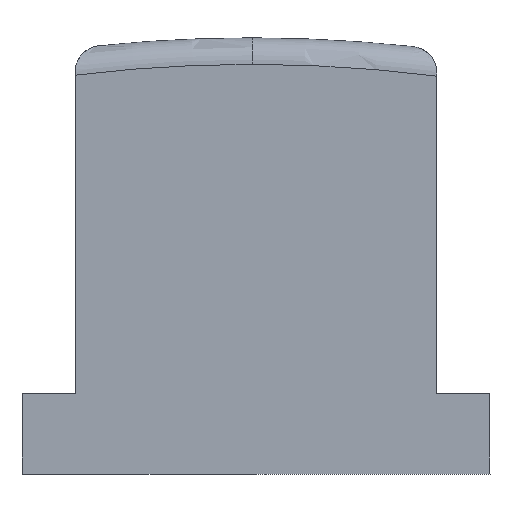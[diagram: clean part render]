
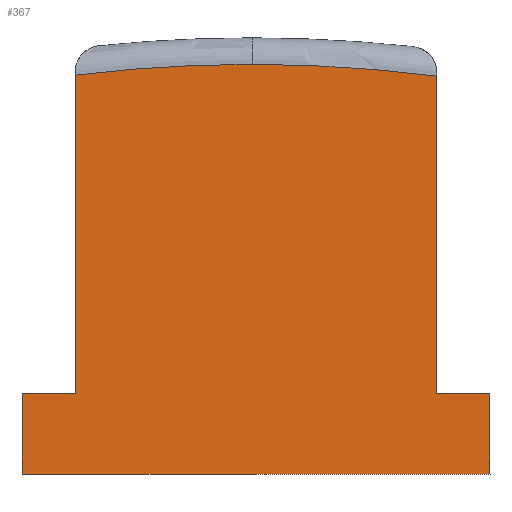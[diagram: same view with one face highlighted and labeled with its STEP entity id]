
A CAD part, front view. The second image highlights one B-rep face of the part: STEP entity #367.
In plain terms, the highlighted planar face has unit normal (0, -1, 0).
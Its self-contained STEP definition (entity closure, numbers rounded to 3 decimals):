
#4 = VECTOR ( 'NONE', #325, 1000. ) ;
#11 = VECTOR ( 'NONE', #142, 1000. ) ;
#17 = CARTESIAN_POINT ( 'NONE',  ( 4.344, -5., 0. ) ) ;
#19 = LINE ( 'NONE', #17, #481 ) ;
#50 = ORIENTED_EDGE ( 'NONE', *, *, #237, .T. ) ;
#73 = EDGE_CURVE ( 'NONE', #599, #417, #392, .T. ) ;
#89 = LINE ( 'NONE', #97, #4 ) ;
#97 = CARTESIAN_POINT ( 'NONE',  ( -3.475, -5., 0. ) ) ;
#99 = CARTESIAN_POINT ( 'NONE',  ( -4.475, -5., 0. ) ) ;
#103 = ORIENTED_EDGE ( 'NONE', *, *, #165, .F. ) ;
#104 = CARTESIAN_POINT ( 'NONE',  ( -3.475, -5., 0.36 ) ) ;
#107 = LINE ( 'NONE', #335, #474 ) ;
#109 = ORIENTED_EDGE ( 'NONE', *, *, #170, .T. ) ;
#110 = DIRECTION ( 'NONE',  ( 0., 1., 0. ) ) ;
#127 = EDGE_LOOP ( 'NONE', ( #50, #253, #322, #103, #146, #300, #109, #228, #305 ) ) ;
#137 = VERTEX_POINT ( 'NONE', #374 ) ;
#141 = EDGE_CURVE ( 'NONE', #328, #372, #469, .T. ) ;
#142 = DIRECTION ( 'NONE',  ( 0., 0., 1. ) ) ;
#143 = LINE ( 'NONE', #487, #281 ) ;
#146 = ORIENTED_EDGE ( 'NONE', *, *, #315, .F. ) ;
#150 = DIRECTION ( 'NONE',  ( 0., 0., 1. ) ) ;
#153 = CARTESIAN_POINT ( 'NONE',  ( 4.344, -5., -5.635 ) ) ;
#165 = EDGE_CURVE ( 'NONE', #485, #262, #89, .T. ) ;
#170 = EDGE_CURVE ( 'NONE', #328, #442, #598, .T. ) ;
#177 = DIRECTION ( 'NONE',  ( 0., 0., 1. ) ) ;
#211 = CARTESIAN_POINT ( 'NONE',  ( 0., -5., -5.635 ) ) ;
#218 = CIRCLE ( 'NONE', #546, 27.44 ) ;
#220 = VERTEX_POINT ( 'NONE', #153 ) ;
#228 = ORIENTED_EDGE ( 'NONE', *, *, #246, .T. ) ;
#237 = EDGE_CURVE ( 'NONE', #137, #599, #107, .T. ) ;
#244 = DIRECTION ( 'NONE',  ( 0., -1., 0. ) ) ;
#246 = EDGE_CURVE ( 'NONE', #442, #220, #19, .T. ) ;
#253 = ORIENTED_EDGE ( 'NONE', *, *, #73, .T. ) ;
#257 = EDGE_CURVE ( 'NONE', #417, #262, #218, .T. ) ;
#262 = VERTEX_POINT ( 'NONE', #104 ) ;
#273 = AXIS2_PLACEMENT_3D ( 'NONE', #580, #110, #299 ) ;
#281 = VECTOR ( 'NONE', #438, 1000. ) ;
#291 = AXIS2_PLACEMENT_3D ( 'NONE', #365, #454, #177 ) ;
#294 = CARTESIAN_POINT ( 'NONE',  ( -0.14, -5., -26.877 ) ) ;
#296 = EDGE_CURVE ( 'NONE', #220, #137, #143, .T. ) ;
#299 = DIRECTION ( 'NONE',  ( 0., 0., 1. ) ) ;
#300 = ORIENTED_EDGE ( 'NONE', *, *, #141, .F. ) ;
#305 = ORIENTED_EDGE ( 'NONE', *, *, #296, .T. ) ;
#315 = EDGE_CURVE ( 'NONE', #372, #485, #416, .T. ) ;
#322 = ORIENTED_EDGE ( 'NONE', *, *, #257, .T. ) ;
#325 = DIRECTION ( 'NONE',  ( 0., 0., 1. ) ) ;
#328 = VERTEX_POINT ( 'NONE', #539 ) ;
#335 = CARTESIAN_POINT ( 'NONE',  ( 3.344, -5., 0. ) ) ;
#349 = CARTESIAN_POINT ( 'NONE',  ( 3.344, -5., 0.341 ) ) ;
#352 = VECTOR ( 'NONE', #520, 1000. ) ;
#357 = CARTESIAN_POINT ( 'NONE',  ( 4.344, -5., -7.159 ) ) ;
#365 = CARTESIAN_POINT ( 'NONE',  ( -0.14, -5., -26.877 ) ) ;
#367 = ADVANCED_FACE ( 'NONE', ( #579 ), #479, .F. ) ;
#372 = VERTEX_POINT ( 'NONE', #436 ) ;
#374 = CARTESIAN_POINT ( 'NONE',  ( 3.344, -5., -5.635 ) ) ;
#392 = CIRCLE ( 'NONE', #291, 27.44 ) ;
#416 = LINE ( 'NONE', #211, #566 ) ;
#417 = VERTEX_POINT ( 'NONE', #433 ) ;
#433 = CARTESIAN_POINT ( 'NONE',  ( -0.14, -5., 0.563 ) ) ;
#436 = CARTESIAN_POINT ( 'NONE',  ( -4.475, -5., -5.635 ) ) ;
#438 = DIRECTION ( 'NONE',  ( -1., 0., 0. ) ) ;
#442 = VERTEX_POINT ( 'NONE', #357 ) ;
#454 = DIRECTION ( 'NONE',  ( 0., -1., 0. ) ) ;
#469 = LINE ( 'NONE', #99, #11 ) ;
#474 = VECTOR ( 'NONE', #477, 1000. ) ;
#477 = DIRECTION ( 'NONE',  ( 0., 0., 1. ) ) ;
#479 = PLANE ( 'NONE',  #273 ) ;
#481 = VECTOR ( 'NONE', #150, 1000. ) ;
#485 = VERTEX_POINT ( 'NONE', #499 ) ;
#487 = CARTESIAN_POINT ( 'NONE',  ( 0., -5., -5.635 ) ) ;
#499 = CARTESIAN_POINT ( 'NONE',  ( -3.475, -5., -5.635 ) ) ;
#520 = DIRECTION ( 'NONE',  ( 1., 0., 0. ) ) ;
#539 = CARTESIAN_POINT ( 'NONE',  ( -4.475, -5., -7.159 ) ) ;
#546 = AXIS2_PLACEMENT_3D ( 'NONE', #294, #244, #572 ) ;
#566 = VECTOR ( 'NONE', #583, 1000. ) ;
#570 = CARTESIAN_POINT ( 'NONE',  ( 0., -5., -7.159 ) ) ;
#572 = DIRECTION ( 'NONE',  ( 0., 0., 1. ) ) ;
#579 = FACE_OUTER_BOUND ( 'NONE', #127, .T. ) ;
#580 = CARTESIAN_POINT ( 'NONE',  ( 0., -5., 0. ) ) ;
#583 = DIRECTION ( 'NONE',  ( 1., 0., 0. ) ) ;
#598 = LINE ( 'NONE', #570, #352 ) ;
#599 = VERTEX_POINT ( 'NONE', #349 ) ;
